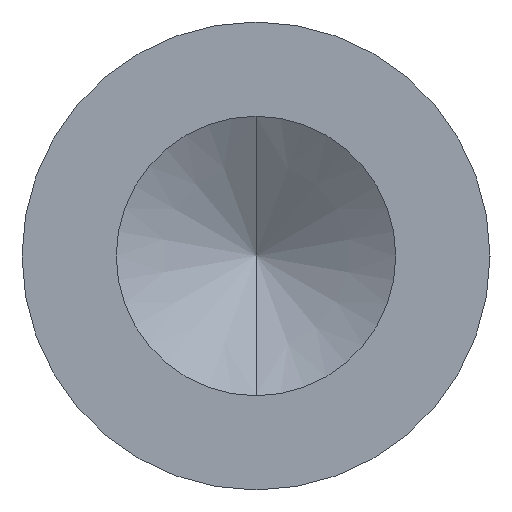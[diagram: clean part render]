
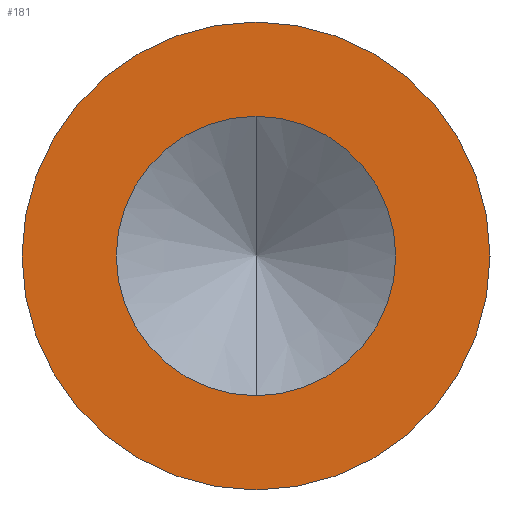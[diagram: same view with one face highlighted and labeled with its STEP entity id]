
A CAD part, left-side view. The second image highlights one B-rep face of the part: STEP entity #181.
In plain terms, the highlighted planar face has unit normal (-1, 0, 0).
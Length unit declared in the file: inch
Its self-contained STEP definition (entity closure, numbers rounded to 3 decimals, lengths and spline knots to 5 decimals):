
#2 = EDGE_LOOP ( 'NONE', ( #173, #113 ) ) ;
#13 = DIRECTION ( 'NONE',  ( 0., 0., 1. ) ) ;
#17 = CARTESIAN_POINT ( 'NONE',  ( 0., 0., 0. ) ) ;
#19 = CARTESIAN_POINT ( 'NONE',  ( 0., 0., 0. ) ) ;
#29 = DIRECTION ( 'NONE',  ( -1., 0., 0. ) ) ;
#44 = CARTESIAN_POINT ( 'NONE',  ( 0., 0., 0.0215 ) ) ;
#51 = DIRECTION ( 'NONE',  ( -1., 0., 0. ) ) ;
#72 = PLANE ( 'NONE',  #248 ) ;
#74 = AXIS2_PLACEMENT_3D ( 'NONE', #214, #29, #92 ) ;
#75 = DIRECTION ( 'NONE',  ( 0., 0., 1. ) ) ;
#89 = CIRCLE ( 'NONE', #177, 0.0215 ) ;
#92 = DIRECTION ( 'NONE',  ( 0., 0., 1. ) ) ;
#96 = CARTESIAN_POINT ( 'NONE',  ( 0., 0., 0.036 ) ) ;
#103 = FACE_OUTER_BOUND ( 'NONE', #2, .T. ) ;
#108 = DIRECTION ( 'NONE',  ( -1., 0., 0. ) ) ;
#113 = ORIENTED_EDGE ( 'NONE', *, *, #235, .T. ) ;
#115 = VERTEX_POINT ( 'NONE', #96 ) ;
#116 = CARTESIAN_POINT ( 'NONE',  ( 0., 0., -0.036 ) ) ;
#132 = FACE_BOUND ( 'NONE', #193, .T. ) ;
#135 = DIRECTION ( 'NONE',  ( 0., 0., -1. ) ) ;
#136 = VERTEX_POINT ( 'NONE', #44 ) ;
#137 = AXIS2_PLACEMENT_3D ( 'NONE', #19, #51, #75 ) ;
#153 = CARTESIAN_POINT ( 'NONE',  ( 0., 0., 0. ) ) ;
#171 = DIRECTION ( 'NONE',  ( 1., 0., 0. ) ) ;
#173 = ORIENTED_EDGE ( 'NONE', *, *, #226, .T. ) ;
#176 = EDGE_CURVE ( 'NONE', #136, #207, #89, .T. ) ;
#177 = AXIS2_PLACEMENT_3D ( 'NONE', #153, #286, #13 ) ;
#181 = ADVANCED_FACE ( 'NONE', ( #132, #103 ), #72, .F. ) ;
#187 = CIRCLE ( 'NONE', #74, 0.0215 ) ;
#193 = EDGE_LOOP ( 'NONE', ( #197, #376 ) ) ;
#194 = DIRECTION ( 'NONE',  ( 0., 0., 1. ) ) ;
#197 = ORIENTED_EDGE ( 'NONE', *, *, #176, .F. ) ;
#201 = AXIS2_PLACEMENT_3D ( 'NONE', #17, #108, #194 ) ;
#207 = VERTEX_POINT ( 'NONE', #327 ) ;
#214 = CARTESIAN_POINT ( 'NONE',  ( 0., 0., 0. ) ) ;
#226 = EDGE_CURVE ( 'NONE', #115, #364, #240, .T. ) ;
#232 = CIRCLE ( 'NONE', #201, 0.036 ) ;
#235 = EDGE_CURVE ( 'NONE', #364, #115, #232, .T. ) ;
#240 = CIRCLE ( 'NONE', #137, 0.036 ) ;
#248 = AXIS2_PLACEMENT_3D ( 'NONE', #383, #171, #135 ) ;
#286 = DIRECTION ( 'NONE',  ( -1., 0., 0. ) ) ;
#298 = EDGE_CURVE ( 'NONE', #207, #136, #187, .T. ) ;
#327 = CARTESIAN_POINT ( 'NONE',  ( 0., 0., -0.0215 ) ) ;
#364 = VERTEX_POINT ( 'NONE', #116 ) ;
#376 = ORIENTED_EDGE ( 'NONE', *, *, #298, .F. ) ;
#383 = CARTESIAN_POINT ( 'NONE',  ( 0., 0., 0. ) ) ;
